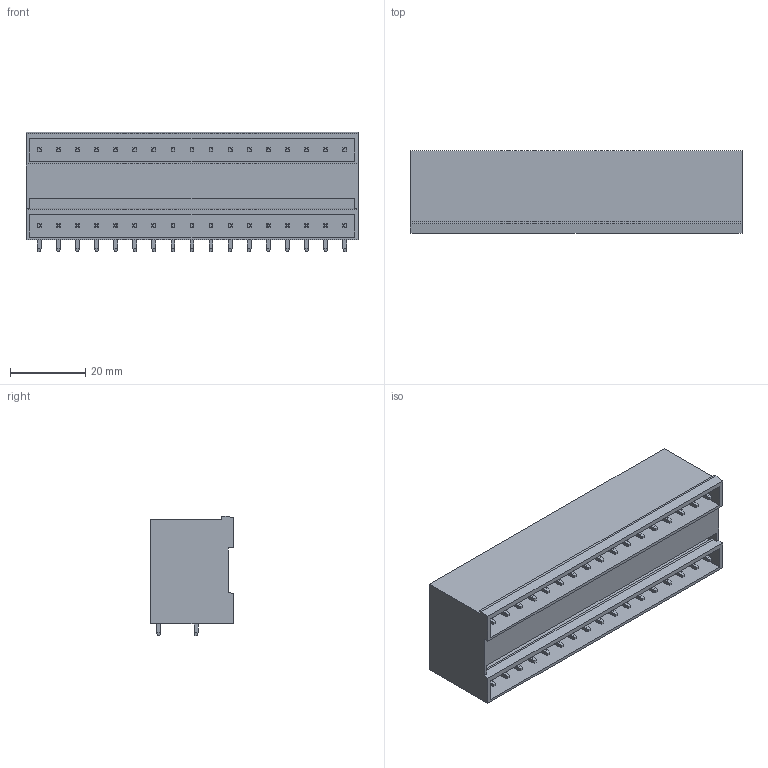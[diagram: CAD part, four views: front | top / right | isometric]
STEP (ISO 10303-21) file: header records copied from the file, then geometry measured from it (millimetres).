
FILE_DESCRIPTION(('CATIA V5 STEP Exchange','CAx-IF Rec.Pracs.--- Model Styling and Organization---1.2---2011-12-15'),'2;1');
FILE_NAME ('D1453114_0_1601940000_1601940000.stp','2018-11-03T04:04:21+00:00',('none'),('Weidmueller'),'CATIA Version 5-6 Release 2014','CATIA V5 STEP AP214','none');
FILE_SCHEMA(('AUTOMOTIVE_DESIGN { 1 0 10303 214 1 1 1 1 }'));
Length unit declared in the file: millimetre
Products named in the file (1): 1601940000
Bounding box: 88.36 x 22 x 31.88 mm (x, y, z)
Volume: 26169.7 mm3; surface area: 25919.6 mm2
Topology: 35 solids, 35 shells, 782 faces, 1858 edges, 1148 vertices
Faces by surface type: plane 782
Entity records: 18940 total; most frequent: ORIENTED_EDGE 3716, CARTESIAN_POINT 3536, DIRECTION 2100, EDGE_CURVE 1858, VECTOR 1586, LINE 1586, VERTEX_POINT 1148, EDGE_LOOP 852
